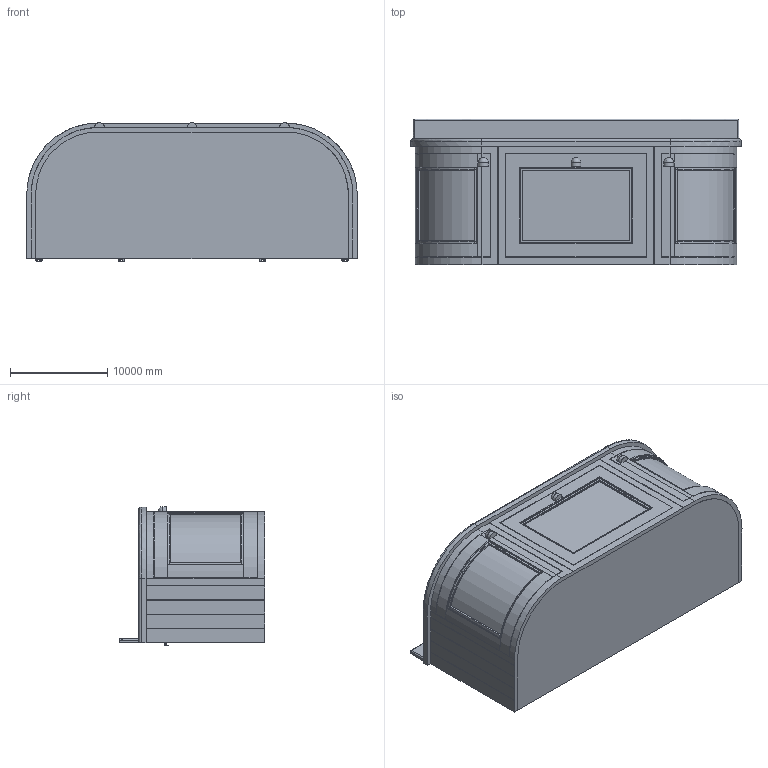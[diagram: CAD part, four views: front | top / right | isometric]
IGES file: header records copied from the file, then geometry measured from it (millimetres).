
Global section: file name: 90569; native system: AutoCAD 2016 - English; preprocessor: Autodesk Translation Framework DWG producer (atf_dwg_producer); organization: unknown; date: 20161027.164524; units: inch
Bounding box: 33934.4 x 14986 x 14248.48 mm (x, y, z)
Volume: 1313799566873.1 mm3; surface area: 6560290912.6 mm2
Topology: 50 solids, 50 shells, 2602 faces, 7473 edges, 4980 vertices
Faces by surface type: bspline 2602
